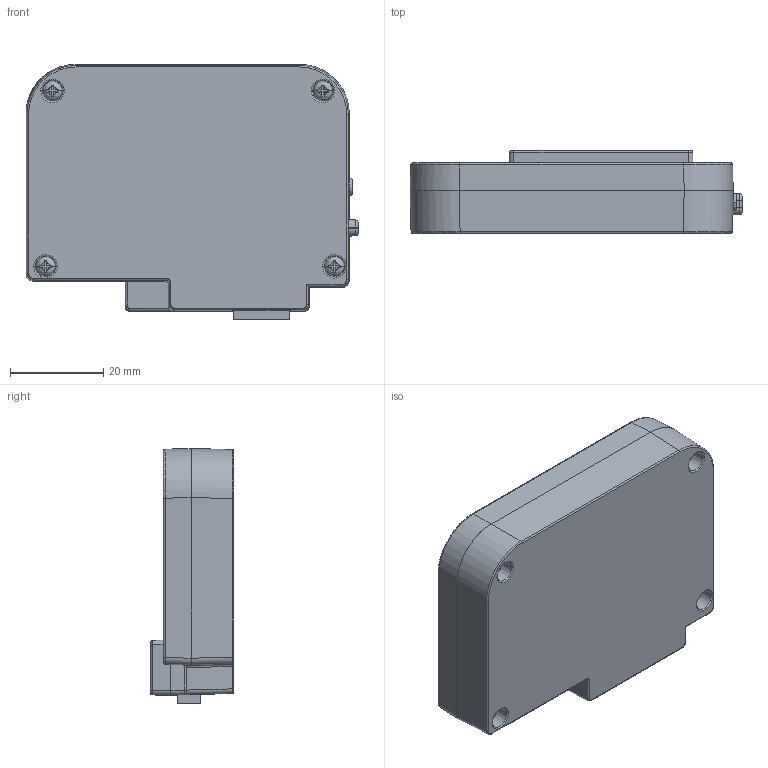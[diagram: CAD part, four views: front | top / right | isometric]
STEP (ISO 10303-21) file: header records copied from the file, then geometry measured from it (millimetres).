
FILE_DESCRIPTION((''),'2;1');
FILE_NAME('WATCK_KEY_SHELL_06_ASM_ASM','2023-03-20T15:55:26',('HR'),(''),'CREO PARAMETRIC BY PTC INC, 2019010','CREO PARAMETRIC BY PTC INC, 2019010','');
FILE_SCHEMA(('AUTOMOTIVE_DESIGN { 1 0 10303 214 1 1 1 1 }'));
Products named in the file (12): 020_WATCK_KEY_ACOV_2_3; 021_WATCK_KEY_BCOV_2_6; 022_WATCK_KEY_CCOV_2_1; BRASS_NUTS-2_5_3-2_1; SCREW_M2-8_1; MANIFOLD_SOLID_BREP_216_1_1; MANIFOLD_SOLID_BREP_217_1_1; MANIFOLD_SOLID_BREP_220_2_1; WATCH_KEY_LCD_SLOT-B; WATCH_KEY_LCD_SLOT-A; WATCK_KEY_SHELL_PCB_ASM; WATCK_KEY_SHELL_06_ASM_ASM
Assembly tree (17 placements, depth 3):
  WATCK_KEY_SHELL_06_ASM_ASM
    020_WATCK_KEY_ACOV_2_3
    021_WATCK_KEY_BCOV_2_6
    022_WATCK_KEY_CCOV_2_1
    BRASS_NUTS-2_5_3-2_1  x4
    SCREW_M2-8_1  x4
    WATCK_KEY_SHELL_PCB_ASM
      MANIFOLD_SOLID_BREP_216_1_1
      MANIFOLD_SOLID_BREP_217_1_1
      MANIFOLD_SOLID_BREP_220_2_1
      WATCH_KEY_LCD_SLOT-B
      WATCH_KEY_LCD_SLOT-A
Bounding box: 71.08 x 17.8 x 54.6 mm (x, y, z)
Volume: 31660 mm3; surface area: 35931.1 mm2
Topology: 16 solids, 17 shells, 1440 faces, 4031 edges, 2663 vertices
Faces by surface type: plane 727, cylinder 415, cone 134, bspline 127, torus 26, extrusion 10, revolution 1
Entity records: 52671 total; most frequent: CARTESIAN_POINT 18694, ORIENTED_EDGE 5986, DIRECTION 5171, EDGE_CURVE 2993, VECTOR 2076, LINE 2066, VERTEX_POINT 1991, PRESENTATION_STYLE_ASSIGNMENT 1820
